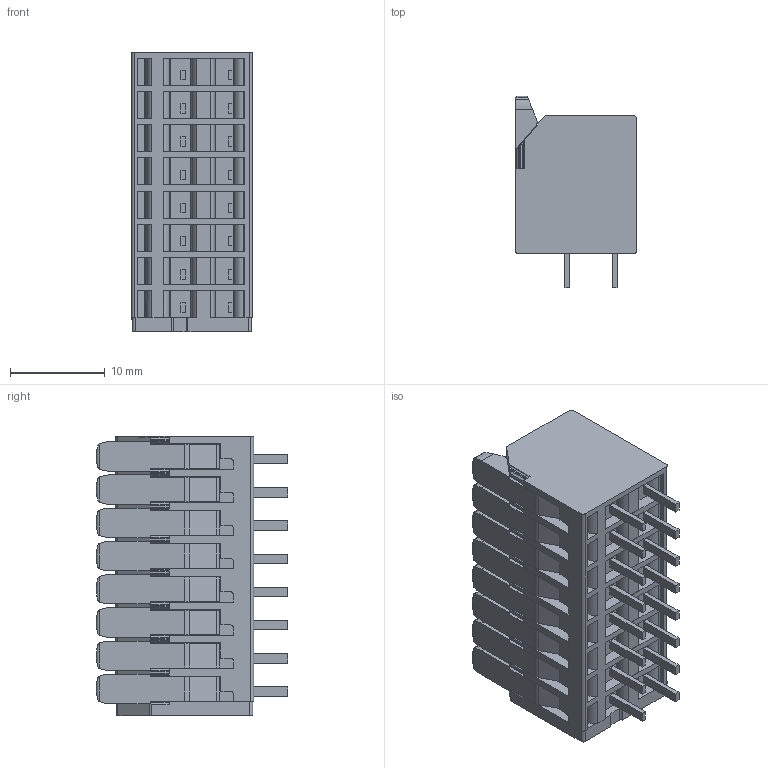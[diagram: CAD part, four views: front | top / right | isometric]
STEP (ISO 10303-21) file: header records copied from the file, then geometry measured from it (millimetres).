
FILE_DESCRIPTION (( 'STEP AP214' ), '1' );
FILE_NAME ('WAGO-2601_3108.STEP', '2023-07-19T17:11:05', ( '' ), ( '' ), 'SwSTEP 2.0', 'SolidWorks 2022', '' );
FILE_SCHEMA (( 'AUTOMOTIVE_DESIGN' ));
Length unit declared in the file: millimetre
Products named in the file (1): WAGO-2601_3108
Bounding box: 12.75 x 20.18 x 29.5 mm (x, y, z)
Volume: 4827.3 mm3; surface area: 3965.7 mm2
Topology: 1 solids, 1 shells, 1016 faces, 2853 edges, 1898 vertices
Faces by surface type: plane 601, cylinder 415
Entity records: 33116 total; most frequent: CARTESIAN_POINT 6521, ORIENTED_EDGE 5706, DIRECTION 5376, EDGE_CURVE 2853, LINE 2002, VECTOR 2002, VERTEX_POINT 1898, AXIS2_PLACEMENT_3D 1687
